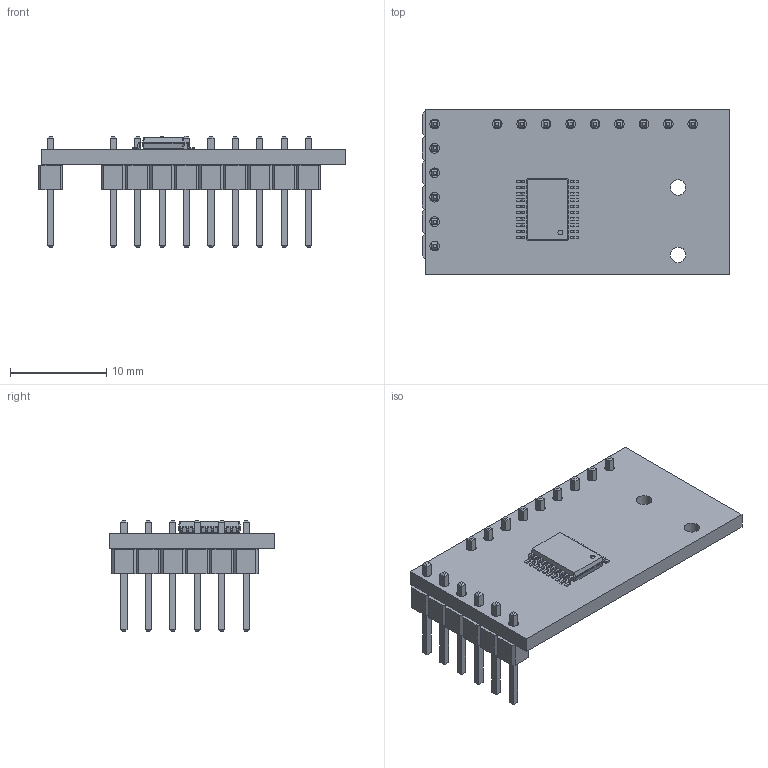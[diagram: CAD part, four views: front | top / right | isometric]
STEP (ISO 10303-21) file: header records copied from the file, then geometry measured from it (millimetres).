
FILE_DESCRIPTION(('KiCad electronic assembly'),'2;1');
FILE_NAME('module-PCM5102A.step','2024-03-05T17:44:05',('Pcbnew'),( 'Kicad'),'Open CASCADE STEP processor 7.7','KiCad to STEP converter' ,'Unknown');
FILE_SCHEMA(('AUTOMOTIVE_DESIGN { 1 0 10303 214 1 1 1 1 }'));
Length unit declared in the file: millimetre
Products named in the file (8): module-PCM5102A 1; TSSOP-20_4.4x6.5mm_P0.65mm; TSSOP_20_44x65mm_P065mm; PinHeader_1x06_P2.54mm_Vertical; PinHeader_1x06_P254mm_Vertical; PinHeader_1x09_P2.54mm_Vertical; PinHeader_1x09_P254mm_Vertical; module-PCM5102A_PCB
Assembly tree (7 placements, depth 3):
  module-PCM5102A 1
    TSSOP-20_4.4x6.5mm_P0.65mm
      TSSOP_20_44x65mm_P065mm
    PinHeader_1x06_P2.54mm_Vertical
      PinHeader_1x06_P254mm_Vertical
    PinHeader_1x09_P2.54mm_Vertical
      PinHeader_1x09_P254mm_Vertical
    module-PCM5102A_PCB
Bounding box: 31.92 x 17.15 x 11.54 mm (x, y, z)
Volume: 1169.5 mm3; surface area: 2158.6 mm2
Topology: 4 solids, 4 shells, 727 faces, 1840 edges, 1152 vertices
Faces by surface type: plane 585, cylinder 98, bspline 44
Full cylindrical faces by diameter (mm): 0.5 x1, 1 x15, 1.6 x2
Entity records: 26389 total; most frequent: CARTESIAN_POINT 3891, ORIENTED_EDGE 3680, DIRECTION 3386, EDGE_CURVE 1840, LINE 1612, VECTOR 1612, VERTEX_POINT 1152, AXIS2_PLACEMENT_3D 887
